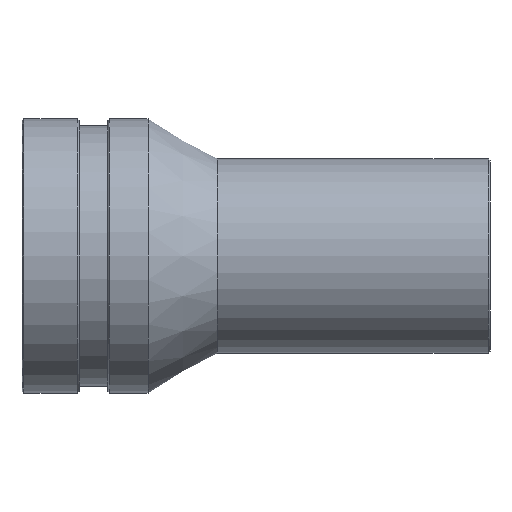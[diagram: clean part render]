
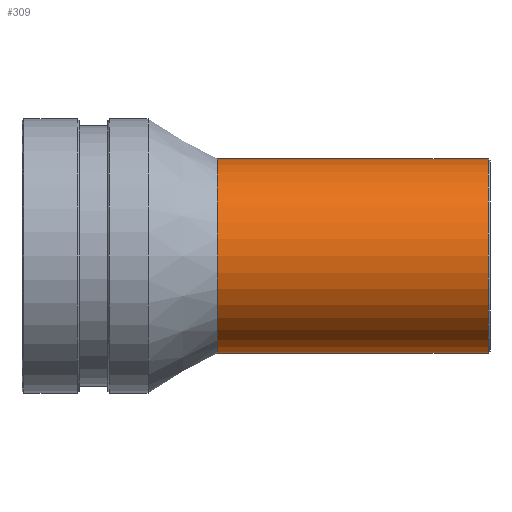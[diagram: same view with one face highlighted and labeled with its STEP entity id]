
A CAD part, front view. The second image highlights one B-rep face of the part: STEP entity #309.
In plain terms, the highlighted cylindrical face has radius 27 mm (diameter 54 mm), a full revolution.
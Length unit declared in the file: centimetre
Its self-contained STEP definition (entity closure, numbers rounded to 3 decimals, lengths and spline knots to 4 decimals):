
#18=CYLINDRICAL_SURFACE('',#371,2.7);
#41=FACE_OUTER_BOUND('',#63,.T.);
#63=EDGE_LOOP('',(#254,#255,#256,#257,#258,#259));
#77=LINE('',#566,#91);
#91=VECTOR('',#467,2.7);
#118=CIRCLE('',#367,2.7);
#119=CIRCLE('',#368,2.7);
#121=CIRCLE('',#372,2.7);
#122=CIRCLE('',#373,2.7);
#148=VERTEX_POINT('',#556);
#149=VERTEX_POINT('',#558);
#151=VERTEX_POINT('',#565);
#152=VERTEX_POINT('',#567);
#186=EDGE_CURVE('',#148,#149,#118,.T.);
#187=EDGE_CURVE('',#149,#148,#119,.T.);
#189=EDGE_CURVE('',#149,#151,#77,.T.);
#190=EDGE_CURVE('',#151,#152,#121,.T.);
#191=EDGE_CURVE('',#152,#151,#122,.T.);
#254=ORIENTED_EDGE('',*,*,#186,.F.);
#255=ORIENTED_EDGE('',*,*,#187,.F.);
#256=ORIENTED_EDGE('',*,*,#189,.T.);
#257=ORIENTED_EDGE('',*,*,#190,.T.);
#258=ORIENTED_EDGE('',*,*,#191,.T.);
#259=ORIENTED_EDGE('',*,*,#189,.F.);
#309=ADVANCED_FACE('',(#41),#18,.T.);
#367=AXIS2_PLACEMENT_3D('',#559,#457,#458);
#368=AXIS2_PLACEMENT_3D('',#560,#459,#460);
#371=AXIS2_PLACEMENT_3D('',#564,#465,#466);
#372=AXIS2_PLACEMENT_3D('',#568,#468,#469);
#373=AXIS2_PLACEMENT_3D('',#569,#470,#471);
#457=DIRECTION('center_axis',(1.,0.,0.));
#458=DIRECTION('ref_axis',(0.,-1.,0.));
#459=DIRECTION('center_axis',(1.,0.,0.));
#460=DIRECTION('ref_axis',(0.,-1.,0.));
#465=DIRECTION('center_axis',(1.,0.,0.));
#466=DIRECTION('ref_axis',(0.,1.,0.));
#467=DIRECTION('',(-1.,0.,0.));
#468=DIRECTION('center_axis',(1.,0.,0.));
#469=DIRECTION('ref_axis',(0.,1.,0.));
#470=DIRECTION('center_axis',(1.,0.,0.));
#471=DIRECTION('ref_axis',(0.,1.,0.));
#556=CARTESIAN_POINT('',(12.95,2.7,0.));
#558=CARTESIAN_POINT('',(12.95,-2.7,0.));
#559=CARTESIAN_POINT('Origin',(12.95,0.,0.));
#560=CARTESIAN_POINT('Origin',(12.95,0.,0.));
#564=CARTESIAN_POINT('Origin',(9.2113,0.,0.));
#565=CARTESIAN_POINT('',(5.4226,-2.7,0.));
#566=CARTESIAN_POINT('',(9.2113,-2.7,0.));
#567=CARTESIAN_POINT('',(5.4226,2.7,0.));
#568=CARTESIAN_POINT('Origin',(5.4226,0.,0.));
#569=CARTESIAN_POINT('Origin',(5.4226,0.,0.));
